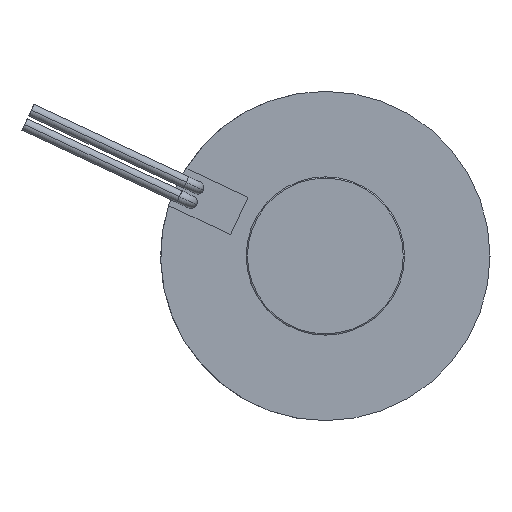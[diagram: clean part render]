
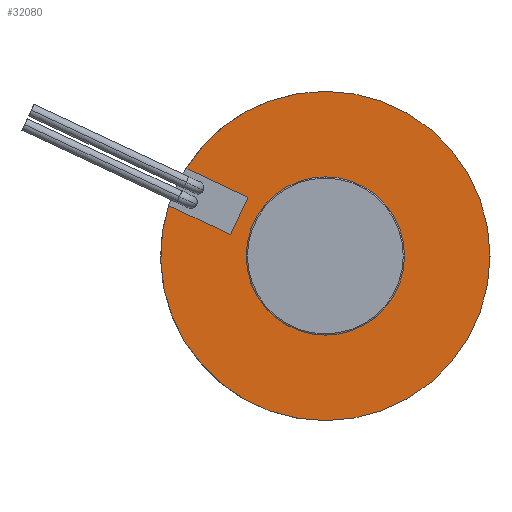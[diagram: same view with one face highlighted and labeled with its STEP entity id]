
A CAD part, left-side view. The second image highlights one B-rep face of the part: STEP entity #32080.
In plain terms, the highlighted face is planar.
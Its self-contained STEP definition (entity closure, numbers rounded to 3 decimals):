
#31397=CARTESIAN_POINT('',(95.,0.,0.));
#31398=DIRECTION('',(1.,0.,0.));
#31399=DIRECTION('',(0.,0.,-1.));
#31400=AXIS2_PLACEMENT_3D('',#31397,#31398,#31399);
#31402=CARTESIAN_POINT('',(95.,0.,0.));
#31403=DIRECTION('',(-1.,0.,0.));
#31404=DIRECTION('',(0.,0.,-1.));
#31405=AXIS2_PLACEMENT_3D('',#31402,#31403,#31404);
#31407=DIRECTION('',(0.,0.423,0.906));
#31408=VECTOR('',#31407,6.5);
#31409=CARTESIAN_POINT('',(95.,-14.968,3.394));
#31410=LINE('',#31409,#31408);
#31411=DIRECTION('',(0.,-0.906,0.423));
#31412=VECTOR('',#31411,10.796);
#31413=CARTESIAN_POINT('',(95.,-12.221,9.285));
#31414=LINE('',#31413,#31412);
#31415=DIRECTION('',(0.,0.906,-0.423));
#31416=VECTOR('',#31415,10.796);
#31417=CARTESIAN_POINT('',(95.,-24.753,7.956));
#31418=LINE('',#31417,#31416);
#31432=CARTESIAN_POINT('',(95.,0.,0.));
#31433=DIRECTION('',(-1.,0.,0.));
#31434=DIRECTION('',(0.,0.,-1.));
#31435=AXIS2_PLACEMENT_3D('',#31432,#31433,#31434);
#31450=CARTESIAN_POINT('',(95.,0.,0.));
#31451=DIRECTION('',(-1.,0.,0.));
#31452=DIRECTION('',(0.,-0.846,0.533));
#31453=AXIS2_PLACEMENT_3D('',#31450,#31451,#31452);
#31612=CARTESIAN_POINT('',(95.,0.,0.));
#31613=DIRECTION('',(1.,0.,0.));
#31614=DIRECTION('',(0.,0.,-1.));
#31615=AXIS2_PLACEMENT_3D('',#31612,#31613,#31614);
#31865=CARTESIAN_POINT('',(95.,0.,-26.));
#31866=CARTESIAN_POINT('',(95.,0.,26.));
#31867=VERTEX_POINT('',#31865);
#31868=VERTEX_POINT('',#31866);
#31919=CARTESIAN_POINT('',(95.,0.,-12.5));
#31920=CARTESIAN_POINT('',(95.,0.,12.5));
#31921=VERTEX_POINT('',#31919);
#31922=VERTEX_POINT('',#31920);
#31937=CARTESIAN_POINT('',(95.,-14.968,3.394));
#31938=CARTESIAN_POINT('',(95.,-12.221,9.285));
#31939=VERTEX_POINT('',#31937);
#31940=VERTEX_POINT('',#31938);
#31941=CARTESIAN_POINT('',(95.,-22.006,13.847));
#31942=VERTEX_POINT('',#31941);
#31943=CARTESIAN_POINT('',(95.,-24.753,7.956));
#31944=VERTEX_POINT('',#31943);
#32057=CARTESIAN_POINT('',(95.,0.,0.));
#32058=DIRECTION('',(1.,0.,0.));
#32059=DIRECTION('',(0.,0.,1.));
#32060=AXIS2_PLACEMENT_3D('',#32057,#32058,#32059);
#32061=PLANE('',#32060);
#32063=ORIENTED_EDGE('',*,*,#32062,.T.);
#32065=ORIENTED_EDGE('',*,*,#32064,.T.);
#32067=ORIENTED_EDGE('',*,*,#32066,.T.);
#32069=ORIENTED_EDGE('',*,*,#32068,.F.);
#32071=ORIENTED_EDGE('',*,*,#32070,.T.);
#32073=ORIENTED_EDGE('',*,*,#32072,.T.);
#32074=EDGE_LOOP('',(#32063,#32065,#32067,#32069,#32071,#32073));
#32075=FACE_OUTER_BOUND('',#32074,.F.);
#32076=ORIENTED_EDGE('',*,*,#32039,.T.);
#32077=ORIENTED_EDGE('',*,*,#32024,.F.);
#32078=EDGE_LOOP('',(#32076,#32077));
#32079=FACE_BOUND('',#32078,.F.);
#31401=CIRCLE('',#31400,12.5);
#31406=CIRCLE('',#31405,12.5);
#31436=CIRCLE('',#31435,26.);
#31454=CIRCLE('',#31453,26.);
#31616=CIRCLE('',#31615,26.);
#32024=EDGE_CURVE('',#31921,#31922,#31406,.T.);
#32039=EDGE_CURVE('',#31921,#31922,#31401,.T.);
#32062=EDGE_CURVE('',#31939,#31940,#31410,.T.);
#32064=EDGE_CURVE('',#31940,#31942,#31414,.T.);
#32066=EDGE_CURVE('',#31942,#31868,#31454,.T.);
#32068=EDGE_CURVE('',#31867,#31868,#31616,.T.);
#32070=EDGE_CURVE('',#31867,#31944,#31436,.T.);
#32072=EDGE_CURVE('',#31944,#31939,#31418,.T.);
#32080=ADVANCED_FACE('',(#32075,#32079),#32061,.T.);
